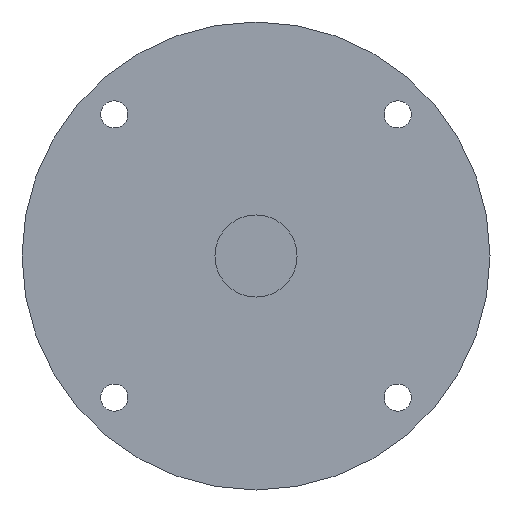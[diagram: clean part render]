
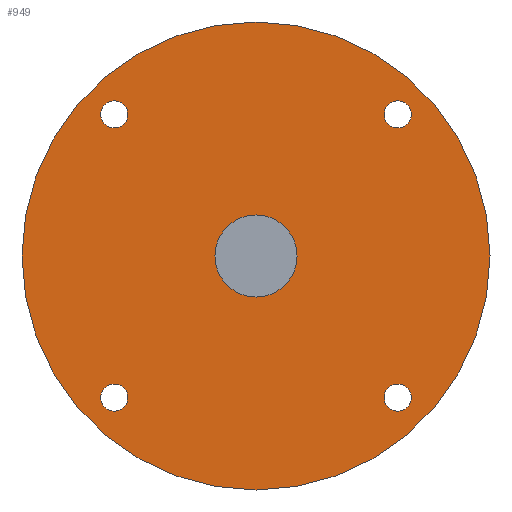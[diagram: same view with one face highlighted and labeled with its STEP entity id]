
A CAD part, front view. The second image highlights one B-rep face of the part: STEP entity #949.
In plain terms, the highlighted planar face has unit normal (0, -1, 0).
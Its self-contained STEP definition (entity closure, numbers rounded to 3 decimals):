
#4 = EDGE_CURVE ( 'NONE', #749, #536, #300, .T. ) ;
#13 = DIRECTION ( 'NONE',  ( 0., 0., 1. ) ) ;
#59 = EDGE_CURVE ( 'NONE', #266, #661, #101, .T. ) ;
#67 = ORIENTED_EDGE ( 'NONE', *, *, #88, .F. ) ;
#88 = EDGE_CURVE ( 'NONE', #657, #752, #871, .T. ) ;
#93 = CIRCLE ( 'NONE', #830, 1.65 ) ;
#101 = CIRCLE ( 'NONE', #332, 1.65 ) ;
#119 = CARTESIAN_POINT ( 'NONE',  ( 0., 0., 0. ) ) ;
#120 = CARTESIAN_POINT ( 'NONE',  ( 17.259, 0., 18.898 ) ) ;
#129 = DIRECTION ( 'NONE',  ( 0., 0., -1. ) ) ;
#136 = CIRCLE ( 'NONE', #648, 1.65 ) ;
#141 = DIRECTION ( 'NONE',  ( 0., 0., 1. ) ) ;
#143 = DIRECTION ( 'NONE',  ( 0., 0., 1. ) ) ;
#159 = CARTESIAN_POINT ( 'NONE',  ( -17.259, 0., 18.898 ) ) ;
#165 = ORIENTED_EDGE ( 'NONE', *, *, #299, .T. ) ;
#166 = AXIS2_PLACEMENT_3D ( 'NONE', #921, #537, #758 ) ;
#169 = AXIS2_PLACEMENT_3D ( 'NONE', #618, #230, #143 ) ;
#201 = ORIENTED_EDGE ( 'NONE', *, *, #637, .T. ) ;
#216 = ORIENTED_EDGE ( 'NONE', *, *, #349, .T. ) ;
#222 = DIRECTION ( 'NONE',  ( 0., 1., 0. ) ) ;
#230 = DIRECTION ( 'NONE',  ( 0., 1., 0. ) ) ;
#256 = EDGE_CURVE ( 'NONE', #661, #266, #848, .T. ) ;
#257 = DIRECTION ( 'NONE',  ( 0., 0., 1. ) ) ;
#259 = AXIS2_PLACEMENT_3D ( 'NONE', #399, #951, #560 ) ;
#262 = VERTEX_POINT ( 'NONE', #763 ) ;
#266 = VERTEX_POINT ( 'NONE', #999 ) ;
#269 = ORIENTED_EDGE ( 'NONE', *, *, #633, .F. ) ;
#273 = CARTESIAN_POINT ( 'NONE',  ( 0., 0., -5. ) ) ;
#278 = ORIENTED_EDGE ( 'NONE', *, *, #1011, .T. ) ;
#280 = ORIENTED_EDGE ( 'NONE', *, *, #485, .T. ) ;
#296 = CARTESIAN_POINT ( 'NONE',  ( 0., 0., 0. ) ) ;
#299 = EDGE_CURVE ( 'NONE', #831, #262, #93, .T. ) ;
#300 = CIRCLE ( 'NONE', #593, 28.5 ) ;
#302 = CIRCLE ( 'NONE', #925, 28.5 ) ;
#322 = AXIS2_PLACEMENT_3D ( 'NONE', #345, #632, #257 ) ;
#324 = VERTEX_POINT ( 'NONE', #380 ) ;
#325 = ORIENTED_EDGE ( 'NONE', *, *, #804, .T. ) ;
#331 = CIRCLE ( 'NONE', #169, 1.65 ) ;
#332 = AXIS2_PLACEMENT_3D ( 'NONE', #459, #1001, #792 ) ;
#345 = CARTESIAN_POINT ( 'NONE',  ( 17.259, 0., 17.248 ) ) ;
#348 = DIRECTION ( 'NONE',  ( 0., 1., 0. ) ) ;
#349 = EDGE_CURVE ( 'NONE', #453, #875, #331, .T. ) ;
#350 = EDGE_LOOP ( 'NONE', ( #278, #201 ) ) ;
#361 = EDGE_LOOP ( 'NONE', ( #595, #994 ) ) ;
#373 = AXIS2_PLACEMENT_3D ( 'NONE', #530, #222, #141 ) ;
#380 = CARTESIAN_POINT ( 'NONE',  ( -17.259, 0., 15.598 ) ) ;
#381 = CIRCLE ( 'NONE', #373, 1.65 ) ;
#399 = CARTESIAN_POINT ( 'NONE',  ( 17.259, 0., -17.248 ) ) ;
#413 = CARTESIAN_POINT ( 'NONE',  ( -17.259, 0., 17.248 ) ) ;
#426 = AXIS2_PLACEMENT_3D ( 'NONE', #774, #680, #610 ) ;
#436 = CARTESIAN_POINT ( 'NONE',  ( 17.259, 0., -18.898 ) ) ;
#450 = DIRECTION ( 'NONE',  ( 0., 0., 1. ) ) ;
#453 = VERTEX_POINT ( 'NONE', #698 ) ;
#459 = CARTESIAN_POINT ( 'NONE',  ( -17.259, 0., -17.248 ) ) ;
#485 = EDGE_CURVE ( 'NONE', #875, #453, #789, .T. ) ;
#494 = FACE_BOUND ( 'NONE', #993, .T. ) ;
#497 = ORIENTED_EDGE ( 'NONE', *, *, #847, .F. ) ;
#513 = VERTEX_POINT ( 'NONE', #159 ) ;
#519 = PLANE ( 'NONE',  #166 ) ;
#530 = CARTESIAN_POINT ( 'NONE',  ( -17.259, 0., 17.248 ) ) ;
#536 = VERTEX_POINT ( 'NONE', #569 ) ;
#537 = DIRECTION ( 'NONE',  ( 0., 1., 0. ) ) ;
#560 = DIRECTION ( 'NONE',  ( 0., 0., 1. ) ) ;
#561 = CIRCLE ( 'NONE', #322, 1.65 ) ;
#569 = CARTESIAN_POINT ( 'NONE',  ( 0., 0., 28.5 ) ) ;
#572 = CARTESIAN_POINT ( 'NONE',  ( 0., 0., 0. ) ) ;
#591 = DIRECTION ( 'NONE',  ( 0., 0., -1. ) ) ;
#592 = CARTESIAN_POINT ( 'NONE',  ( 0., 0., 0. ) ) ;
#593 = AXIS2_PLACEMENT_3D ( 'NONE', #119, #348, #892 ) ;
#595 = ORIENTED_EDGE ( 'NONE', *, *, #256, .T. ) ;
#597 = CIRCLE ( 'NONE', #730, 5. ) ;
#610 = DIRECTION ( 'NONE',  ( 0., 0., 1. ) ) ;
#618 = CARTESIAN_POINT ( 'NONE',  ( 17.259, 0., -17.248 ) ) ;
#619 = EDGE_LOOP ( 'NONE', ( #761, #269 ) ) ;
#632 = DIRECTION ( 'NONE',  ( 0., 1., 0. ) ) ;
#633 = EDGE_CURVE ( 'NONE', #536, #749, #302, .T. ) ;
#637 = EDGE_CURVE ( 'NONE', #324, #513, #136, .T. ) ;
#644 = CARTESIAN_POINT ( 'NONE',  ( 0., 0., -28.5 ) ) ;
#648 = AXIS2_PLACEMENT_3D ( 'NONE', #413, #960, #13 ) ;
#657 = VERTEX_POINT ( 'NONE', #728 ) ;
#661 = VERTEX_POINT ( 'NONE', #801 ) ;
#675 = FACE_BOUND ( 'NONE', #350, .T. ) ;
#676 = FACE_OUTER_BOUND ( 'NONE', #619, .T. ) ;
#680 = DIRECTION ( 'NONE',  ( 0., 1., 0. ) ) ;
#690 = DIRECTION ( 'NONE',  ( 0., 1., 0. ) ) ;
#695 = EDGE_LOOP ( 'NONE', ( #165, #325 ) ) ;
#697 = FACE_BOUND ( 'NONE', #695, .T. ) ;
#698 = CARTESIAN_POINT ( 'NONE',  ( 17.259, 0., -15.598 ) ) ;
#728 = CARTESIAN_POINT ( 'NONE',  ( 0., 0., 5. ) ) ;
#730 = AXIS2_PLACEMENT_3D ( 'NONE', #592, #901, #129 ) ;
#749 = VERTEX_POINT ( 'NONE', #644 ) ;
#752 = VERTEX_POINT ( 'NONE', #273 ) ;
#758 = DIRECTION ( 'NONE',  ( 0., 0., 1. ) ) ;
#761 = ORIENTED_EDGE ( 'NONE', *, *, #4, .F. ) ;
#763 = CARTESIAN_POINT ( 'NONE',  ( 17.259, 0., 15.598 ) ) ;
#774 = CARTESIAN_POINT ( 'NONE',  ( -17.259, 0., -17.248 ) ) ;
#789 = CIRCLE ( 'NONE', #259, 1.65 ) ;
#792 = DIRECTION ( 'NONE',  ( 0., 0., 1. ) ) ;
#798 = DIRECTION ( 'NONE',  ( 0., 1., 0. ) ) ;
#801 = CARTESIAN_POINT ( 'NONE',  ( -17.259, 0., -15.598 ) ) ;
#804 = EDGE_CURVE ( 'NONE', #262, #831, #561, .T. ) ;
#805 = DIRECTION ( 'NONE',  ( 0., 0., 1. ) ) ;
#830 = AXIS2_PLACEMENT_3D ( 'NONE', #849, #690, #450 ) ;
#831 = VERTEX_POINT ( 'NONE', #120 ) ;
#835 = DIRECTION ( 'NONE',  ( 0., -1., 0. ) ) ;
#847 = EDGE_CURVE ( 'NONE', #752, #657, #597, .T. ) ;
#848 = CIRCLE ( 'NONE', #426, 1.65 ) ;
#849 = CARTESIAN_POINT ( 'NONE',  ( 17.259, 0., 17.248 ) ) ;
#871 = CIRCLE ( 'NONE', #977, 5. ) ;
#875 = VERTEX_POINT ( 'NONE', #436 ) ;
#884 = EDGE_LOOP ( 'NONE', ( #497, #67 ) ) ;
#885 = FACE_BOUND ( 'NONE', #884, .T. ) ;
#892 = DIRECTION ( 'NONE',  ( 0., 0., 1. ) ) ;
#901 = DIRECTION ( 'NONE',  ( 0., -1., 0. ) ) ;
#911 = FACE_BOUND ( 'NONE', #361, .T. ) ;
#921 = CARTESIAN_POINT ( 'NONE',  ( 0., 0., 0. ) ) ;
#925 = AXIS2_PLACEMENT_3D ( 'NONE', #572, #798, #805 ) ;
#949 = ADVANCED_FACE ( 'NONE', ( #885, #911, #494, #697, #675, #676 ), #519, .F. ) ;
#951 = DIRECTION ( 'NONE',  ( 0., 1., 0. ) ) ;
#960 = DIRECTION ( 'NONE',  ( 0., 1., 0. ) ) ;
#977 = AXIS2_PLACEMENT_3D ( 'NONE', #296, #835, #591 ) ;
#993 = EDGE_LOOP ( 'NONE', ( #216, #280 ) ) ;
#994 = ORIENTED_EDGE ( 'NONE', *, *, #59, .T. ) ;
#999 = CARTESIAN_POINT ( 'NONE',  ( -17.259, 0., -18.898 ) ) ;
#1001 = DIRECTION ( 'NONE',  ( 0., 1., 0. ) ) ;
#1011 = EDGE_CURVE ( 'NONE', #513, #324, #381, .T. ) ;
